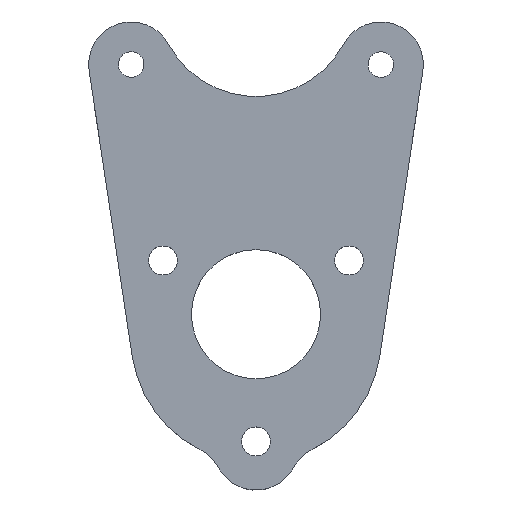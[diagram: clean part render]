
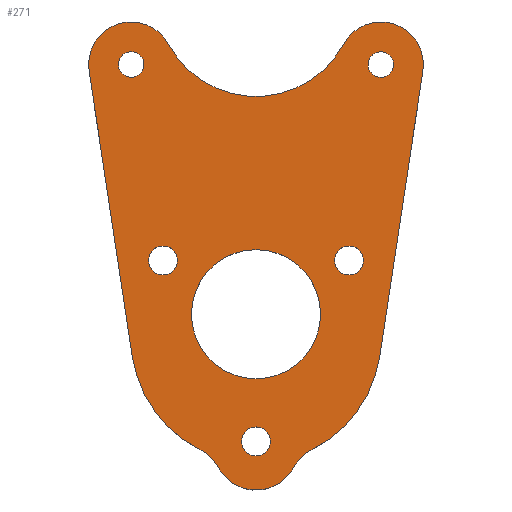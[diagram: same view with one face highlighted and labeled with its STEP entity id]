
A CAD part, top view. The second image highlights one B-rep face of the part: STEP entity #271.
In plain terms, the highlighted planar face has unit normal (0, 0, 1).
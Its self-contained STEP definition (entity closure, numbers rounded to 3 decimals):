
#75=AXIS2_PLACEMENT_3D('Circle Axis2P3D',#73,#74,$) ;
#88=AXIS2_PLACEMENT_3D('Plane Axis2P3D',#85,#86,#87) ;
#92=AXIS2_PLACEMENT_3D('Circle Axis2P3D',#90,#91,$) ;
#101=AXIS2_PLACEMENT_3D('Circle Axis2P3D',#99,#100,$) ;
#108=AXIS2_PLACEMENT_3D('Circle Axis2P3D',#106,#107,$) ;
#115=AXIS2_PLACEMENT_3D('Circle Axis2P3D',#113,#114,$) ;
#122=AXIS2_PLACEMENT_3D('Circle Axis2P3D',#120,#121,$) ;
#136=AXIS2_PLACEMENT_3D('Circle Axis2P3D',#134,#135,$) ;
#143=AXIS2_PLACEMENT_3D('Circle Axis2P3D',#141,#142,$) ;
#150=AXIS2_PLACEMENT_3D('Circle Axis2P3D',#148,#149,$) ;
#174=AXIS2_PLACEMENT_3D('Circle Axis2P3D',#172,#173,$) ;
#183=AXIS2_PLACEMENT_3D('Circle Axis2P3D',#181,#182,$) ;
#192=AXIS2_PLACEMENT_3D('Circle Axis2P3D',#190,#191,$) ;
#201=AXIS2_PLACEMENT_3D('Circle Axis2P3D',#199,#200,$) ;
#210=AXIS2_PLACEMENT_3D('Circle Axis2P3D',#208,#209,$) ;
#219=AXIS2_PLACEMENT_3D('Circle Axis2P3D',#217,#218,$) ;
#228=AXIS2_PLACEMENT_3D('Circle Axis2P3D',#226,#227,$) ;
#237=AXIS2_PLACEMENT_3D('Circle Axis2P3D',#235,#236,$) ;
#246=AXIS2_PLACEMENT_3D('Circle Axis2P3D',#244,#245,$) ;
#255=AXIS2_PLACEMENT_3D('Circle Axis2P3D',#253,#254,$) ;
#264=AXIS2_PLACEMENT_3D('Circle Axis2P3D',#262,#263,$) ;
#56=CARTESIAN_POINT('Vertex',(40.051,152.157,9.)) ;
#70=CARTESIAN_POINT('Vertex',(47.949,147.843,9.)) ;
#73=CARTESIAN_POINT('Axis2P3D Location',(44.,150.,9.)) ;
#85=CARTESIAN_POINT('Axis2P3D Location',(0.,0.,9.)) ;
#90=CARTESIAN_POINT('Axis2P3D Location',(0.,53.778,9.)) ;
#94=CARTESIAN_POINT('Vertex',(-43.624,47.175,9.)) ;
#96=CARTESIAN_POINT('Vertex',(-19.769,14.334,9.)) ;
#99=CARTESIAN_POINT('Axis2P3D Location',(-26.494,0.926,9.)) ;
#103=CARTESIAN_POINT('Vertex',(-13.247,7.963,9.)) ;
#106=CARTESIAN_POINT('Axis2P3D Location',(0.,15.,9.)) ;
#110=CARTESIAN_POINT('Vertex',(13.25,7.968,9.)) ;
#113=CARTESIAN_POINT('Axis2P3D Location',(26.494,0.926,9.)) ;
#117=CARTESIAN_POINT('Vertex',(19.779,14.339,9.)) ;
#120=CARTESIAN_POINT('Axis2P3D Location',(0.,53.778,9.)) ;
#124=CARTESIAN_POINT('Vertex',(43.624,47.175,9.)) ;
#127=CARTESIAN_POINT('Line Origine',(51.227,97.465,9.)) ;
#131=CARTESIAN_POINT('Vertex',(58.831,147.755,9.)) ;
#134=CARTESIAN_POINT('Axis2P3D Location',(44.,150.,9.)) ;
#138=CARTESIAN_POINT('Vertex',(30.8,157.125,9.)) ;
#141=CARTESIAN_POINT('Axis2P3D Location',(0.,173.749,9.)) ;
#145=CARTESIAN_POINT('Vertex',(-30.8,157.125,9.)) ;
#148=CARTESIAN_POINT('Axis2P3D Location',(-44.,150.,9.)) ;
#152=CARTESIAN_POINT('Vertex',(-58.831,147.755,9.)) ;
#155=CARTESIAN_POINT('Line Origine',(-51.227,97.465,9.)) ;
#172=CARTESIAN_POINT('Axis2P3D Location',(44.,150.,9.)) ;
#181=CARTESIAN_POINT('Axis2P3D Location',(-44.,150.,9.)) ;
#185=CARTESIAN_POINT('Vertex',(-47.949,152.157,9.)) ;
#187=CARTESIAN_POINT('Vertex',(-40.051,147.843,9.)) ;
#190=CARTESIAN_POINT('Axis2P3D Location',(-44.,150.,9.)) ;
#199=CARTESIAN_POINT('Axis2P3D Location',(0.,61.999,9.)) ;
#203=CARTESIAN_POINT('Vertex',(0.,39.249,9.)) ;
#205=CARTESIAN_POINT('Vertex',(0.,84.749,9.)) ;
#208=CARTESIAN_POINT('Axis2P3D Location',(0.,61.999,9.)) ;
#217=CARTESIAN_POINT('Axis2P3D Location',(32.779,80.924,9.)) ;
#221=CARTESIAN_POINT('Vertex',(32.779,75.824,9.)) ;
#223=CARTESIAN_POINT('Vertex',(32.779,86.024,9.)) ;
#226=CARTESIAN_POINT('Axis2P3D Location',(32.779,80.924,9.)) ;
#235=CARTESIAN_POINT('Axis2P3D Location',(-32.779,80.924,9.)) ;
#239=CARTESIAN_POINT('Vertex',(-32.779,75.824,9.)) ;
#241=CARTESIAN_POINT('Vertex',(-32.779,86.024,9.)) ;
#244=CARTESIAN_POINT('Axis2P3D Location',(-32.779,80.924,9.)) ;
#253=CARTESIAN_POINT('Axis2P3D Location',(0.,17.149,9.)) ;
#257=CARTESIAN_POINT('Vertex',(0.,12.049,9.)) ;
#259=CARTESIAN_POINT('Vertex',(0.,22.249,9.)) ;
#262=CARTESIAN_POINT('Axis2P3D Location',(0.,17.149,9.)) ;
#74=DIRECTION('Axis2P3D Direction',(0.,-0.,-1.)) ;
#86=DIRECTION('Axis2P3D Direction',(0.,-0.,1.)) ;
#87=DIRECTION('Axis2P3D XDirection',(0.,1.,0.)) ;
#91=DIRECTION('Axis2P3D Direction',(0.,-0.,1.)) ;
#100=DIRECTION('Axis2P3D Direction',(0.,-0.,1.)) ;
#107=DIRECTION('Axis2P3D Direction',(0.,-0.,1.)) ;
#114=DIRECTION('Axis2P3D Direction',(0.,-0.,1.)) ;
#121=DIRECTION('Axis2P3D Direction',(0.,-0.,1.)) ;
#128=DIRECTION('Vector Direction',(-0.149,-0.989,0.)) ;
#135=DIRECTION('Axis2P3D Direction',(0.,-0.,1.)) ;
#142=DIRECTION('Axis2P3D Direction',(0.,-0.,1.)) ;
#149=DIRECTION('Axis2P3D Direction',(0.,-0.,1.)) ;
#156=DIRECTION('Vector Direction',(-0.149,0.989,0.)) ;
#173=DIRECTION('Axis2P3D Direction',(0.,-0.,1.)) ;
#182=DIRECTION('Axis2P3D Direction',(0.,-0.,1.)) ;
#191=DIRECTION('Axis2P3D Direction',(0.,-0.,1.)) ;
#200=DIRECTION('Axis2P3D Direction',(0.,-0.,1.)) ;
#209=DIRECTION('Axis2P3D Direction',(0.,-0.,1.)) ;
#218=DIRECTION('Axis2P3D Direction',(0.,-0.,1.)) ;
#227=DIRECTION('Axis2P3D Direction',(0.,-0.,1.)) ;
#236=DIRECTION('Axis2P3D Direction',(0.,-0.,1.)) ;
#245=DIRECTION('Axis2P3D Direction',(0.,-0.,1.)) ;
#254=DIRECTION('Axis2P3D Direction',(0.,-0.,1.)) ;
#263=DIRECTION('Axis2P3D Direction',(0.,-0.,1.)) ;
#129=VECTOR('Line Direction',#128,1.) ;
#157=VECTOR('Line Direction',#156,1.) ;
#161=ORIENTED_EDGE('',*,*,#98,.T.) ;
#162=ORIENTED_EDGE('',*,*,#105,.T.) ;
#163=ORIENTED_EDGE('',*,*,#112,.T.) ;
#164=ORIENTED_EDGE('',*,*,#119,.T.) ;
#165=ORIENTED_EDGE('',*,*,#126,.T.) ;
#166=ORIENTED_EDGE('',*,*,#133,.T.) ;
#167=ORIENTED_EDGE('',*,*,#140,.T.) ;
#168=ORIENTED_EDGE('',*,*,#147,.T.) ;
#169=ORIENTED_EDGE('',*,*,#154,.T.) ;
#170=ORIENTED_EDGE('',*,*,#159,.T.) ;
#178=ORIENTED_EDGE('',*,*,#176,.F.) ;
#179=ORIENTED_EDGE('',*,*,#77,.F.) ;
#196=ORIENTED_EDGE('',*,*,#189,.F.) ;
#197=ORIENTED_EDGE('',*,*,#194,.F.) ;
#214=ORIENTED_EDGE('',*,*,#207,.F.) ;
#215=ORIENTED_EDGE('',*,*,#212,.F.) ;
#232=ORIENTED_EDGE('',*,*,#225,.F.) ;
#233=ORIENTED_EDGE('',*,*,#230,.F.) ;
#250=ORIENTED_EDGE('',*,*,#243,.F.) ;
#251=ORIENTED_EDGE('',*,*,#248,.F.) ;
#268=ORIENTED_EDGE('',*,*,#261,.F.) ;
#269=ORIENTED_EDGE('',*,*,#266,.F.) ;
#180=FACE_BOUND('',#177,.T.) ;
#198=FACE_BOUND('',#195,.T.) ;
#216=FACE_BOUND('',#213,.T.) ;
#234=FACE_BOUND('',#231,.T.) ;
#252=FACE_BOUND('',#249,.T.) ;
#270=FACE_BOUND('',#267,.T.) ;
#271=ADVANCED_FACE('Corps de pi\X2\00E8\X0\ce.2',(#171,#180,#198,#216,#234,#252,#270),#89,.T.) ;
#76=CIRCLE('generated circle',#75,4.5) ;
#93=CIRCLE('generated circle',#92,44.12) ;
#102=CIRCLE('generated circle',#101,15.) ;
#109=CIRCLE('generated circle',#108,15.) ;
#116=CIRCLE('generated circle',#115,15.) ;
#123=CIRCLE('generated circle',#122,44.12) ;
#137=CIRCLE('generated circle',#136,15.) ;
#144=CIRCLE('generated circle',#143,35.) ;
#151=CIRCLE('generated circle',#150,15.) ;
#175=CIRCLE('generated circle',#174,4.5) ;
#184=CIRCLE('generated circle',#183,4.5) ;
#193=CIRCLE('generated circle',#192,4.5) ;
#202=CIRCLE('generated circle',#201,22.75) ;
#211=CIRCLE('generated circle',#210,22.75) ;
#220=CIRCLE('generated circle',#219,5.1) ;
#229=CIRCLE('generated circle',#228,5.1) ;
#238=CIRCLE('generated circle',#237,5.1) ;
#247=CIRCLE('generated circle',#246,5.1) ;
#256=CIRCLE('generated circle',#255,5.1) ;
#265=CIRCLE('generated circle',#264,5.1) ;
#77=EDGE_CURVE('',#71,#57,#76,.F.) ;
#98=EDGE_CURVE('',#95,#97,#93,.T.) ;
#105=EDGE_CURVE('',#97,#104,#102,.F.) ;
#112=EDGE_CURVE('',#104,#111,#109,.T.) ;
#119=EDGE_CURVE('',#111,#118,#116,.F.) ;
#126=EDGE_CURVE('',#118,#125,#123,.T.) ;
#133=EDGE_CURVE('',#125,#132,#130,.F.) ;
#140=EDGE_CURVE('',#132,#139,#137,.T.) ;
#147=EDGE_CURVE('',#139,#146,#144,.F.) ;
#154=EDGE_CURVE('',#146,#153,#151,.T.) ;
#159=EDGE_CURVE('',#153,#95,#158,.F.) ;
#176=EDGE_CURVE('',#57,#71,#175,.T.) ;
#189=EDGE_CURVE('',#186,#188,#184,.T.) ;
#194=EDGE_CURVE('',#188,#186,#193,.T.) ;
#207=EDGE_CURVE('',#204,#206,#202,.T.) ;
#212=EDGE_CURVE('',#206,#204,#211,.T.) ;
#225=EDGE_CURVE('',#222,#224,#220,.T.) ;
#230=EDGE_CURVE('',#224,#222,#229,.T.) ;
#243=EDGE_CURVE('',#240,#242,#238,.T.) ;
#248=EDGE_CURVE('',#242,#240,#247,.T.) ;
#261=EDGE_CURVE('',#258,#260,#256,.T.) ;
#266=EDGE_CURVE('',#260,#258,#265,.T.) ;
#160=EDGE_LOOP('',(#161,#162,#163,#164,#165,#166,#167,#168,#169,#170)) ;
#177=EDGE_LOOP('',(#178,#179)) ;
#195=EDGE_LOOP('',(#196,#197)) ;
#213=EDGE_LOOP('',(#214,#215)) ;
#231=EDGE_LOOP('',(#232,#233)) ;
#249=EDGE_LOOP('',(#250,#251)) ;
#267=EDGE_LOOP('',(#268,#269)) ;
#171=FACE_OUTER_BOUND('',#160,.T.) ;
#130=LINE('Line',#127,#129) ;
#158=LINE('Line',#155,#157) ;
#89=PLANE('',#88) ;
#57=VERTEX_POINT('',#56) ;
#71=VERTEX_POINT('',#70) ;
#95=VERTEX_POINT('',#94) ;
#97=VERTEX_POINT('',#96) ;
#104=VERTEX_POINT('',#103) ;
#111=VERTEX_POINT('',#110) ;
#118=VERTEX_POINT('',#117) ;
#125=VERTEX_POINT('',#124) ;
#132=VERTEX_POINT('',#131) ;
#139=VERTEX_POINT('',#138) ;
#146=VERTEX_POINT('',#145) ;
#153=VERTEX_POINT('',#152) ;
#186=VERTEX_POINT('',#185) ;
#188=VERTEX_POINT('',#187) ;
#204=VERTEX_POINT('',#203) ;
#206=VERTEX_POINT('',#205) ;
#222=VERTEX_POINT('',#221) ;
#224=VERTEX_POINT('',#223) ;
#240=VERTEX_POINT('',#239) ;
#242=VERTEX_POINT('',#241) ;
#258=VERTEX_POINT('',#257) ;
#260=VERTEX_POINT('',#259) ;
